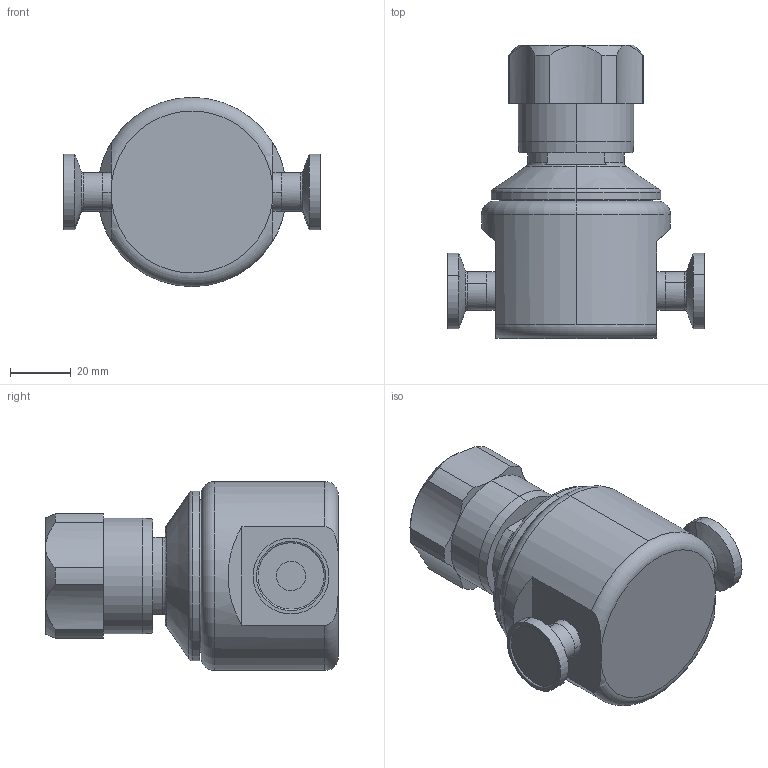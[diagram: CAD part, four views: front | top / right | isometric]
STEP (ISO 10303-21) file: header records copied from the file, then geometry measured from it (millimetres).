
FILE_DESCRIPTION (( 'STEP AP203' ), '1' );
FILE_NAME ('JSHM-050-TC.STEP', '2017-06-29T12:09:25', ( '' ), ( '' ), 'SwSTEP 2.0', 'SolidWorks 2014', '' );
FILE_SCHEMA (( 'CONFIG_CONTROL_DESIGN' ));
Length unit declared in the file: inch
Products named in the file (2): JSHM-050-TC
Bounding box: 84.4 x 96.39 x 62.23 mm (x, y, z)
Volume: 202479.4 mm3; surface area: 26520.3 mm2
Topology: 1 solids, 3 shells, 103 faces, 232 edges, 142 vertices
Faces by surface type: cylinder 41, plane 27, cone 19, torus 16
Entity records: 3277 total; most frequent: CARTESIAN_POINT 751, DIRECTION 558, ORIENTED_EDGE 464, AXIS2_PLACEMENT_3D 245, EDGE_CURVE 232, VERTEX_POINT 142, CIRCLE 140, EDGE_LOOP 110
